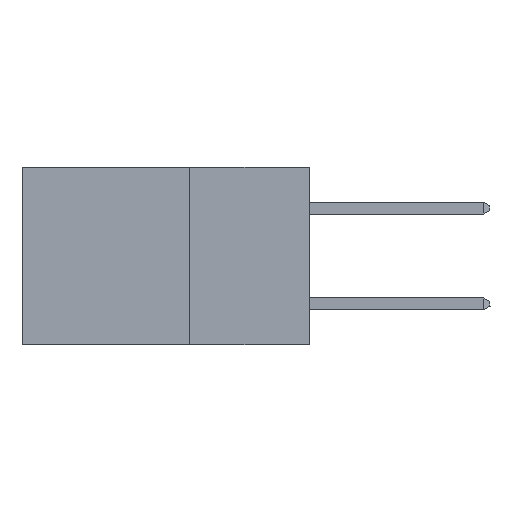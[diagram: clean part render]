
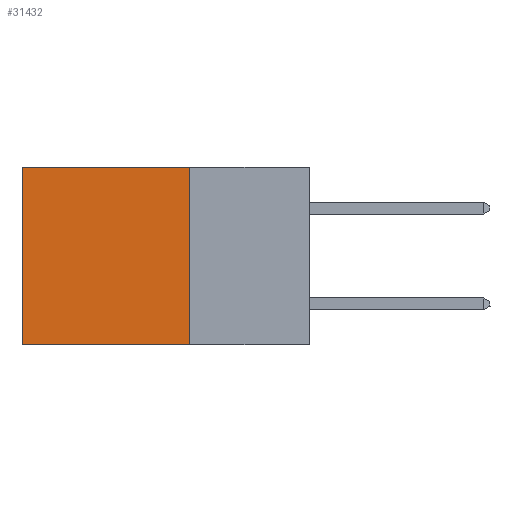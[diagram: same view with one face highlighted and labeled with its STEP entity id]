
A CAD part, left-side view. The second image highlights one B-rep face of the part: STEP entity #31432.
In plain terms, the highlighted planar face has unit normal (-1, 0, 0).
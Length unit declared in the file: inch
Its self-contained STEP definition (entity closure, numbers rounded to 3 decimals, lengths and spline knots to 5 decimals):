
#486 = CARTESIAN_POINT ( 'NONE',  ( 0.2875, 0.25, -0.37 ) ) ;
#1641 = VECTOR ( 'NONE', #18889, 39.37008 ) ;
#1747 = EDGE_CURVE ( 'NONE', #8486, #20843, #3120, .T. ) ;
#2598 = EDGE_LOOP ( 'NONE', ( #37528, #4893, #31559, #26907 ) ) ;
#2978 = CARTESIAN_POINT ( 'NONE',  ( 0.2875, 0.25, 0. ) ) ;
#3120 = LINE ( 'NONE', #3472, #36617 ) ;
#3472 = CARTESIAN_POINT ( 'NONE',  ( 0.2875, 0.25, -0.37 ) ) ;
#4893 = ORIENTED_EDGE ( 'NONE', *, *, #1747, .F. ) ;
#6235 = DIRECTION ( 'NONE',  ( 0., 0., -1. ) ) ;
#7379 = CARTESIAN_POINT ( 'NONE',  ( 0.2875, 0.6, 0. ) ) ;
#7762 = EDGE_CURVE ( 'NONE', #25786, #20843, #9520, .T. ) ;
#8486 = VERTEX_POINT ( 'NONE', #486 ) ;
#9520 = LINE ( 'NONE', #36561, #25748 ) ;
#9929 = CARTESIAN_POINT ( 'NONE',  ( 0.2875, 0.6, -0.37 ) ) ;
#10141 = VECTOR ( 'NONE', #33422, 39.37008 ) ;
#10320 = LINE ( 'NONE', #31761, #1641 ) ;
#12366 = EDGE_CURVE ( 'NONE', #16838, #25786, #10320, .T. ) ;
#14038 = CARTESIAN_POINT ( 'NONE',  ( 0.2875, 0.25, 0. ) ) ;
#16425 = DIRECTION ( 'NONE',  ( 0., 1., 0. ) ) ;
#16838 = VERTEX_POINT ( 'NONE', #30392 ) ;
#18889 = DIRECTION ( 'NONE',  ( 0., 1., 0. ) ) ;
#20773 = LINE ( 'NONE', #14038, #10141 ) ;
#20843 = VERTEX_POINT ( 'NONE', #9929 ) ;
#21882 = FACE_OUTER_BOUND ( 'NONE', #2598, .T. ) ;
#22419 = PLANE ( 'NONE',  #33613 ) ;
#23671 = DIRECTION ( 'NONE',  ( 0., 0., -1. ) ) ;
#25702 = DIRECTION ( 'NONE',  ( 1., 0., 0. ) ) ;
#25748 = VECTOR ( 'NONE', #23671, 39.37008 ) ;
#25786 = VERTEX_POINT ( 'NONE', #7379 ) ;
#26907 = ORIENTED_EDGE ( 'NONE', *, *, #12366, .T. ) ;
#30392 = CARTESIAN_POINT ( 'NONE',  ( 0.2875, 0.25, 0. ) ) ;
#31432 = ADVANCED_FACE ( 'NONE', ( #21882 ), #22419, .F. ) ;
#31559 = ORIENTED_EDGE ( 'NONE', *, *, #41712, .F. ) ;
#31761 = CARTESIAN_POINT ( 'NONE',  ( 0.2875, 0.25, 0. ) ) ;
#33422 = DIRECTION ( 'NONE',  ( 0., 0., -1. ) ) ;
#33613 = AXIS2_PLACEMENT_3D ( 'NONE', #2978, #25702, #6235 ) ;
#36561 = CARTESIAN_POINT ( 'NONE',  ( 0.2875, 0.6, 0. ) ) ;
#36617 = VECTOR ( 'NONE', #16425, 39.37008 ) ;
#37528 = ORIENTED_EDGE ( 'NONE', *, *, #7762, .T. ) ;
#41712 = EDGE_CURVE ( 'NONE', #16838, #8486, #20773, .T. ) ;
